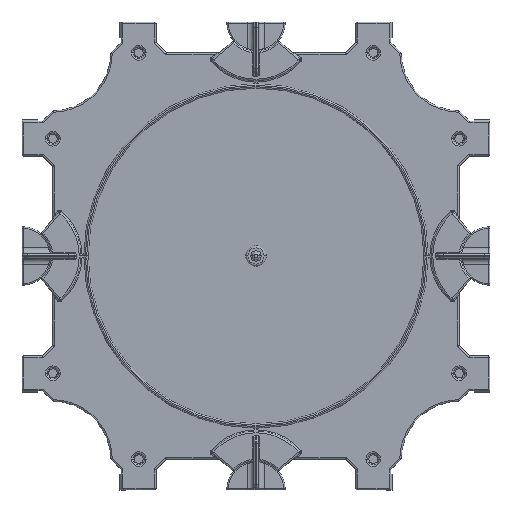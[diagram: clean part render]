
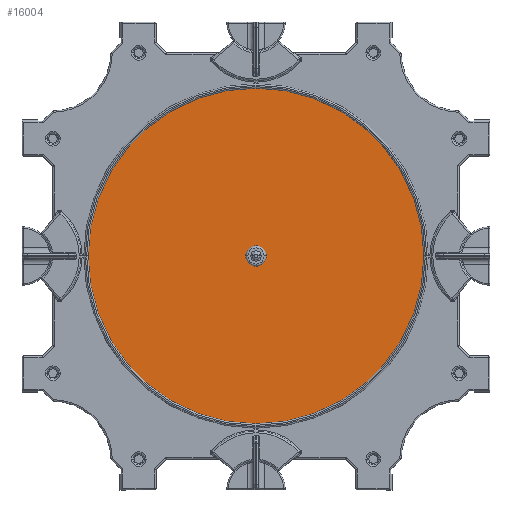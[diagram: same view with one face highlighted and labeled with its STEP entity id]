
A CAD part, top view. The second image highlights one B-rep face of the part: STEP entity #16004.
In plain terms, the highlighted planar face has unit normal (0, 0, 1).
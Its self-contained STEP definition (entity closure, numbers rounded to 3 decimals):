
#5307 = FACE_BOUND ( 'NONE', #13558, .T. ) ;
#5310 = FACE_OUTER_BOUND ( 'NONE', #13492, .T. ) ;
#5757 = AXIS2_PLACEMENT_3D ( 'NONE', #6383, #6388, #6389 ) ;
#6383 = CARTESIAN_POINT ( 'NONE',  ( 69.5, 69.5, 1.5 ) ) ;
#6386 = PLANE ( 'NONE',  #5757 ) ;
#6388 = DIRECTION ( 'NONE',  ( 0., 0., 1. ) ) ;
#6389 = DIRECTION ( 'NONE',  ( 1., 0., 0. ) ) ;
#7089 = VERTEX_POINT ( 'NONE', #23453 ) ;
#7154 = VERTEX_POINT ( 'NONE', #9584 ) ;
#7217 = VERTEX_POINT ( 'NONE', #9647 ) ;
#7333 = VERTEX_POINT ( 'NONE', #8882 ) ;
#7847 = EDGE_CURVE ( 'NONE', #7089, #7217, #18011, .T. ) ;
#8882 = CARTESIAN_POINT ( 'NONE',  ( 57.25, 0., 1.5 ) ) ;
#9584 = CARTESIAN_POINT ( 'NONE',  ( -57.25, 0., 1.5 ) ) ;
#9647 = CARTESIAN_POINT ( 'NONE',  ( -3.5, 0., 1.5 ) ) ;
#9850 = EDGE_CURVE ( 'NONE', #7333, #7154, #18425, .T. ) ;
#11238 = EDGE_CURVE ( 'NONE', #7154, #7333, #22320, .T. ) ;
#11239 = EDGE_CURVE ( 'NONE', #7217, #7089, #22322, .T. ) ;
#11558 = AXIS2_PLACEMENT_3D ( 'NONE', #12846, #12847, #12848 ) ;
#11612 = AXIS2_PLACEMENT_3D ( 'NONE', #18959, #18960, #18961 ) ;
#12846 = CARTESIAN_POINT ( 'NONE',  ( 0., 0., 1.5 ) ) ;
#12847 = DIRECTION ( 'NONE',  ( 0., 0., 1. ) ) ;
#12848 = DIRECTION ( 'NONE',  ( 1., 0., 0. ) ) ;
#13492 = EDGE_LOOP ( 'NONE', ( #16062, #16063 ) ) ;
#13558 = EDGE_LOOP ( 'NONE', ( #16064, #16065 ) ) ;
#16004 = ADVANCED_FACE ( 'NONE', ( #5310, #5307 ), #6386, .T. ) ;
#16062 = ORIENTED_EDGE ( 'NONE', *, *, #11238, .F. ) ;
#16063 = ORIENTED_EDGE ( 'NONE', *, *, #9850, .F. ) ;
#16064 = ORIENTED_EDGE ( 'NONE', *, *, #11239, .F. ) ;
#16065 = ORIENTED_EDGE ( 'NONE', *, *, #7847, .F. ) ;
#18011 = CIRCLE ( 'NONE', #11558, 3.5 ) ;
#18425 = CIRCLE ( 'NONE', #11612, 57.25 ) ;
#18959 = CARTESIAN_POINT ( 'NONE',  ( 0., 0., 1.5 ) ) ;
#18960 = DIRECTION ( 'NONE',  ( 0., 0., -1. ) ) ;
#18961 = DIRECTION ( 'NONE',  ( 1., 0., 0. ) ) ;
#20360 = AXIS2_PLACEMENT_3D ( 'NONE', #22912, #22913, #22914 ) ;
#20361 = AXIS2_PLACEMENT_3D ( 'NONE', #22916, #22917, #22918 ) ;
#22320 = CIRCLE ( 'NONE', #20360, 57.25 ) ;
#22322 = CIRCLE ( 'NONE', #20361, 3.5 ) ;
#22912 = CARTESIAN_POINT ( 'NONE',  ( 0., 0., 1.5 ) ) ;
#22913 = DIRECTION ( 'NONE',  ( 0., 0., -1. ) ) ;
#22914 = DIRECTION ( 'NONE',  ( 1., 0., 0. ) ) ;
#22916 = CARTESIAN_POINT ( 'NONE',  ( 0., 0., 1.5 ) ) ;
#22917 = DIRECTION ( 'NONE',  ( 0., 0., 1. ) ) ;
#22918 = DIRECTION ( 'NONE',  ( 1., 0., 0. ) ) ;
#23453 = CARTESIAN_POINT ( 'NONE',  ( 3.5, 0., 1.5 ) ) ;
